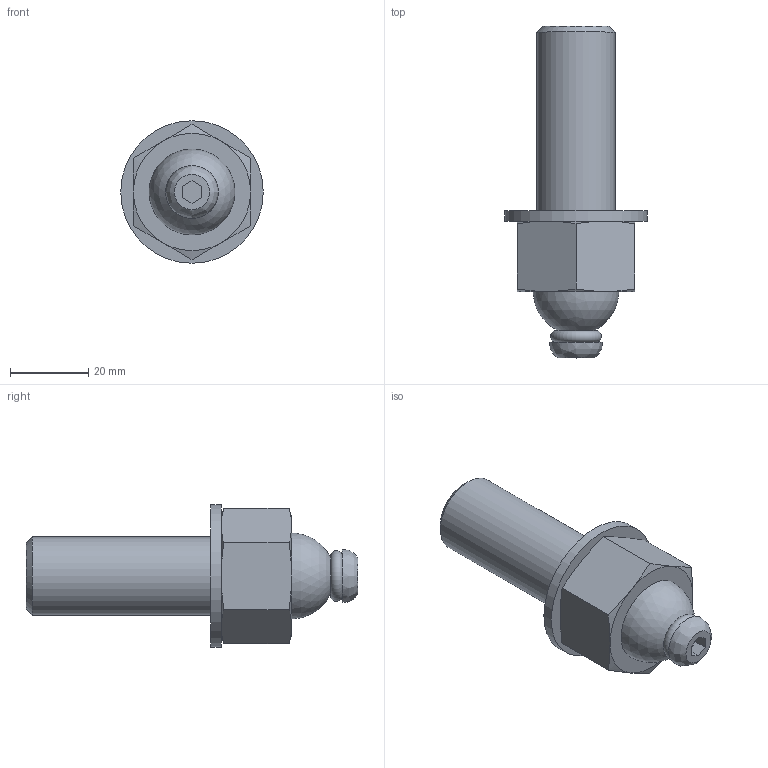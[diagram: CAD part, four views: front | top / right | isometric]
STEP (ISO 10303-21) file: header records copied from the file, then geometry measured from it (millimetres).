
FILE_DESCRIPTION( ( 'STEP AP214' ), '1' );
FILE_NAME( 'K0669.200501.stp', '2020-12-09T10:56:20', ( '' ), ( '' ), ' ', 'PARTsolutions', ' ' );
FILE_SCHEMA( ( 'AUTOMOTIVE_DESIGN { 1 0 10303 214 1 1 1 1 }' ) );
Length unit declared in the file: millimetre
Products named in the file (1): _K0669.200501
Bounding box: 36.5 x 85 x 36.5 mm (x, y, z)
Volume: 35051.7 mm3; surface area: 8555.3 mm2
Topology: 1 solids, 2 shells, 43 faces, 86 edges, 53 vertices
Faces by surface type: plane 22, cone 15, cylinder 3, sphere 1, bspline 1, torus 1
Full cylindrical faces by diameter (mm): 20 x1, 21 x1, 36.5 x1
Entity records: 1511 total; most frequent: CARTESIAN_POINT 320, DIRECTION 166, ORIENTED_EDGE 152, EDGE_CURVE 76, AXIS2_PLACEMENT_3D 71, EDGE_LOOP 60, VERTEX_POINT 53, FACE_OUTER_BOUND 49
